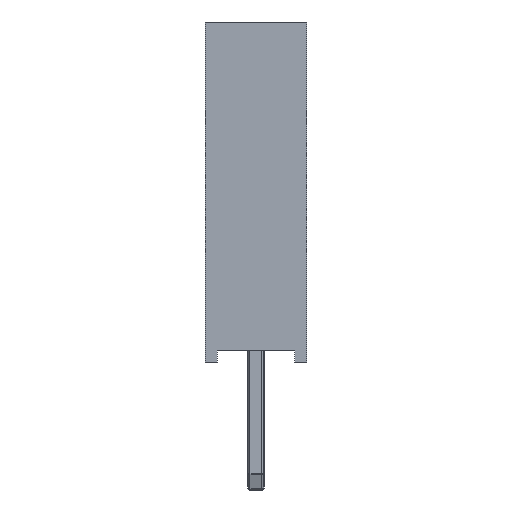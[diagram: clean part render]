
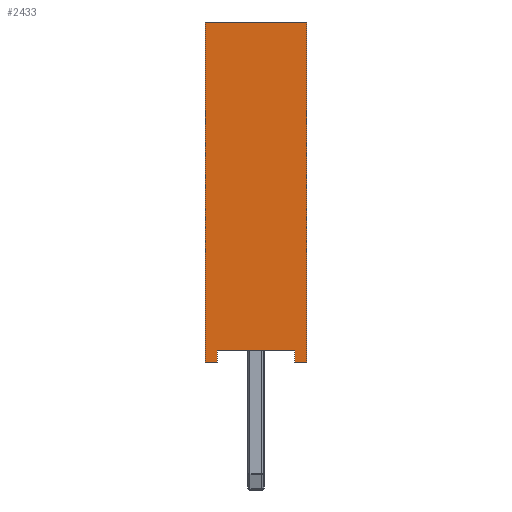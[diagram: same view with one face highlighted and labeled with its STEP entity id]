
A CAD part, left-side view. The second image highlights one B-rep face of the part: STEP entity #2433.
In plain terms, the highlighted planar face has unit normal (-1, 0, 0).
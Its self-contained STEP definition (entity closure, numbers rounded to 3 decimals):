
#337=FACE_OUTER_BOUND('',#488,.T.);
#488=EDGE_LOOP('',(#1589,#1590,#1591,#1592,#1593,#1594,#1595,#1596));
#654=LINE('',#3794,#840);
#656=LINE('',#3800,#842);
#659=LINE('',#3805,#845);
#664=LINE('',#3819,#850);
#665=LINE('',#3822,#851);
#668=LINE('',#3828,#854);
#669=LINE('',#3830,#855);
#670=LINE('',#3831,#856);
#840=VECTOR('',#2970,10.);
#842=VECTOR('',#2974,10.);
#845=VECTOR('',#2979,10.);
#850=VECTOR('',#2994,10.);
#851=VECTOR('',#2997,10.);
#854=VECTOR('',#3002,10.);
#855=VECTOR('',#3003,10.);
#856=VECTOR('',#3004,10.);
#1024=VERTEX_POINT('',#3788);
#1026=VERTEX_POINT('',#3792);
#1027=VERTEX_POINT('',#3796);
#1029=VERTEX_POINT('',#3799);
#1034=VERTEX_POINT('',#3817);
#1035=VERTEX_POINT('',#3821);
#1037=VERTEX_POINT('',#3827);
#1038=VERTEX_POINT('',#3829);
#1222=EDGE_CURVE('',#1024,#1026,#654,.T.);
#1224=EDGE_CURVE('',#1029,#1027,#656,.T.);
#1227=EDGE_CURVE('',#1026,#1029,#659,.T.);
#1236=EDGE_CURVE('',#1027,#1034,#664,.T.);
#1237=EDGE_CURVE('',#1035,#1024,#665,.T.);
#1240=EDGE_CURVE('',#1034,#1037,#668,.T.);
#1241=EDGE_CURVE('',#1038,#1037,#669,.T.);
#1242=EDGE_CURVE('',#1035,#1038,#670,.T.);
#1589=ORIENTED_EDGE('',*,*,#1222,.T.);
#1590=ORIENTED_EDGE('',*,*,#1227,.T.);
#1591=ORIENTED_EDGE('',*,*,#1224,.T.);
#1592=ORIENTED_EDGE('',*,*,#1236,.T.);
#1593=ORIENTED_EDGE('',*,*,#1240,.T.);
#1594=ORIENTED_EDGE('',*,*,#1241,.F.);
#1595=ORIENTED_EDGE('',*,*,#1242,.F.);
#1596=ORIENTED_EDGE('',*,*,#1237,.T.);
#2237=PLANE('',#2641);
#2433=ADVANCED_FACE('',(#337),#2237,.T.);
#2641=AXIS2_PLACEMENT_3D('',#3826,#3000,#3001);
#2970=DIRECTION('',(0.,0.,1.));
#2974=DIRECTION('',(0.,0.,-1.));
#2979=DIRECTION('',(0.,-1.,0.));
#2994=DIRECTION('',(0.,-1.,0.));
#2997=DIRECTION('',(0.,-1.,0.));
#3000=DIRECTION('center_axis',(-1.,0.,0.));
#3001=DIRECTION('ref_axis',(0.,-1.,0.));
#3002=DIRECTION('',(0.,0.,1.));
#3003=DIRECTION('',(0.,-1.,0.));
#3004=DIRECTION('',(0.,0.,1.));
#3788=CARTESIAN_POINT('',(-1.27,0.97,0.));
#3792=CARTESIAN_POINT('',(-1.27,0.97,0.3));
#3794=CARTESIAN_POINT('',(-1.27,0.97,0.));
#3796=CARTESIAN_POINT('',(-1.27,-0.97,0.));
#3799=CARTESIAN_POINT('',(-1.27,-0.97,0.3));
#3800=CARTESIAN_POINT('',(-1.27,-0.97,0.));
#3805=CARTESIAN_POINT('',(-1.27,0.635,0.3));
#3817=CARTESIAN_POINT('',(-1.27,-1.27,0.));
#3819=CARTESIAN_POINT('',(-1.27,1.27,0.));
#3821=CARTESIAN_POINT('',(-1.27,1.27,0.));
#3822=CARTESIAN_POINT('',(-1.27,1.27,0.));
#3826=CARTESIAN_POINT('Origin',(-1.27,1.27,0.));
#3827=CARTESIAN_POINT('',(-1.27,-1.27,8.5));
#3828=CARTESIAN_POINT('',(-1.27,-1.27,0.));
#3829=CARTESIAN_POINT('',(-1.27,1.27,8.5));
#3830=CARTESIAN_POINT('',(-1.27,1.27,8.5));
#3831=CARTESIAN_POINT('',(-1.27,1.27,0.));
